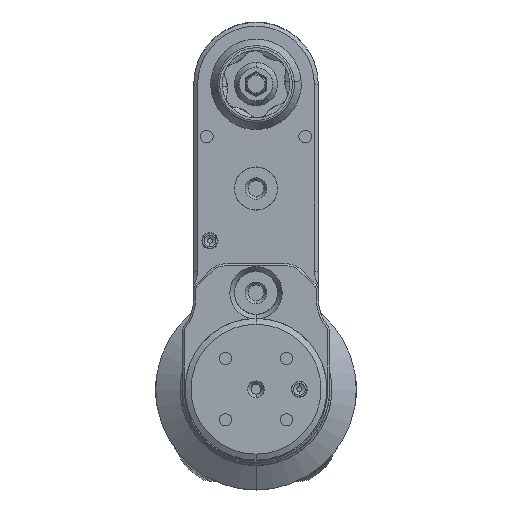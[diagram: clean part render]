
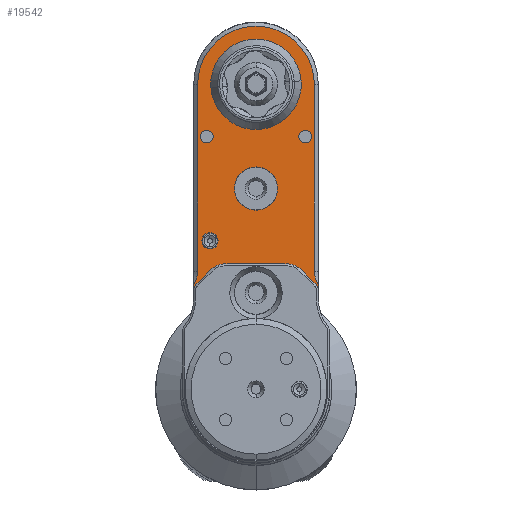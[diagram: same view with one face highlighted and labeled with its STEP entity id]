
A CAD part, top view. The second image highlights one B-rep face of the part: STEP entity #19542.
In plain terms, the highlighted planar face has unit normal (0, 0, 1).
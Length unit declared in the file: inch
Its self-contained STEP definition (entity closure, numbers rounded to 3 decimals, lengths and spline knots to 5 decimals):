
#247=CARTESIAN_POINT('',(0.62402,-2.00069,
0.33465));
#496=CARTESIAN_POINT('',(-0.62402,-2.00069,
0.33465));
#582=CARTESIAN_POINT('',(-0.82087,-1.87012,
0.33465));
#583=DIRECTION('',(0.,0.,1.));
#584=DIRECTION('',(0.833,-0.553,0.));
#585=AXIS2_PLACEMENT_3D('',#582,#583,#584);
#587=DIRECTION('',(0.,1.,0.));
#588=VECTOR('',#587,1.86618);
#589=CARTESIAN_POINT('',(-0.58465,-1.87012,
0.33465));
#590=LINE('',#589,#588);
#591=CARTESIAN_POINT('',(0.,-0.00394,0.33465));
#592=DIRECTION('',(0.,0.,-1.));
#593=DIRECTION('',(-1.,0.,0.));
#594=AXIS2_PLACEMENT_3D('',#591,#592,#593);
#596=DIRECTION('',(0.,-1.,0.));
#597=VECTOR('',#596,1.86618);
#598=CARTESIAN_POINT('',(0.58465,-0.00394,
0.33465));
#599=LINE('',#598,#597);
#600=CARTESIAN_POINT('',(0.82087,-1.87012,
0.33465));
#601=DIRECTION('',(0.,0.,1.));
#602=DIRECTION('',(-1.,0.,0.));
#603=AXIS2_PLACEMENT_3D('',#600,#601,#602);
#605=DIRECTION('',(0.,-1.,0.));
#606=VECTOR('',#605,0.05948);
#607=CARTESIAN_POINT('',(0.62402,-2.00069,
0.33465));
#608=LINE('',#607,#606);
#609=DIRECTION('',(0.707,-0.707,0.));
#610=VECTOR('',#609,0.21091);
#611=CARTESIAN_POINT('',(0.45182,-1.85536,
0.33465));
#612=LINE('',#611,#610);
#613=CARTESIAN_POINT('',(0.,-9.66535,0.33465));
#614=DIRECTION('',(0.,0.,-1.));
#615=DIRECTION('',(-0.041,0.999,0.));
#616=AXIS2_PLACEMENT_3D('',#613,#614,#615);
#618=DIRECTION('',(0.707,0.707,0.));
#619=VECTOR('',#618,0.21091);
#620=CARTESIAN_POINT('',(-0.60095,-2.0045,
0.33465));
#621=LINE('',#620,#619);
#622=DIRECTION('',(0.,1.,0.));
#623=VECTOR('',#622,0.05948);
#624=CARTESIAN_POINT('',(-0.62402,-2.06017,
0.33465));
#625=LINE('',#624,#623);
#626=CARTESIAN_POINT('',(0.,-1.04331,0.33465));
#627=DIRECTION('',(0.,0.,-1.));
#628=DIRECTION('',(0.,1.,0.));
#629=AXIS2_PLACEMENT_3D('',#626,#627,#628);
#631=CARTESIAN_POINT('',(0.,-1.04331,0.33465));
#632=DIRECTION('',(0.,0.,-1.));
#633=DIRECTION('',(0.,-1.,0.));
#634=AXIS2_PLACEMENT_3D('',#631,#632,#633);
#636=CARTESIAN_POINT('',(-0.49213,-0.52362,
0.33465));
#637=DIRECTION('',(0.,0.,-1.));
#638=DIRECTION('',(0.,-1.,0.));
#639=AXIS2_PLACEMENT_3D('',#636,#637,#638);
#641=CARTESIAN_POINT('',(-0.49213,-0.52362,
0.33465));
#642=DIRECTION('',(0.,0.,-1.));
#643=DIRECTION('',(0.,1.,0.));
#644=AXIS2_PLACEMENT_3D('',#641,#642,#643);
#646=CARTESIAN_POINT('',(0.49213,-0.52362,
0.33465));
#647=DIRECTION('',(0.,0.,-1.));
#648=DIRECTION('',(0.,-1.,0.));
#649=AXIS2_PLACEMENT_3D('',#646,#647,#648);
#651=CARTESIAN_POINT('',(0.49213,-0.52362,
0.33465));
#652=DIRECTION('',(0.,0.,-1.));
#653=DIRECTION('',(0.,1.,0.));
#654=AXIS2_PLACEMENT_3D('',#651,#652,#653);
#656=CARTESIAN_POINT('',(-0.46063,-1.56693,
0.33465));
#657=DIRECTION('',(0.,0.,1.));
#658=DIRECTION('',(1.,0.,0.));
#659=AXIS2_PLACEMENT_3D('',#656,#657,#658);
#661=CARTESIAN_POINT('',(-0.46063,-1.56693,
0.33465));
#662=DIRECTION('',(0.,0.,1.));
#663=DIRECTION('',(-1.,0.,0.));
#664=AXIS2_PLACEMENT_3D('',#661,#662,#663);
#666=CARTESIAN_POINT('',(0.,0.,0.33465));
#667=DIRECTION('',(0.,0.,-1.));
#668=DIRECTION('',(-0.997,-0.075,0.));
#669=AXIS2_PLACEMENT_3D('',#666,#667,#668);
#671=CARTESIAN_POINT('',(0.,0.,0.33465));
#672=DIRECTION('',(0.,0.,-1.));
#673=DIRECTION('',(0.997,0.075,0.));
#674=AXIS2_PLACEMENT_3D('',#671,#672,#673);
#685=CARTESIAN_POINT('',(0.54528,-2.06017,
0.33465));
#686=DIRECTION('',(0.,0.,-1.));
#687=DIRECTION('',(0.707,0.707,0.));
#688=AXIS2_PLACEMENT_3D('',#685,#686,#687);
#985=CARTESIAN_POINT('',(-0.54528,-2.06017,
0.33465));
#986=DIRECTION('',(0.,0.,-1.));
#987=DIRECTION('',(-1.,0.,0.));
#988=AXIS2_PLACEMENT_3D('',#985,#986,#987);
#1015=CARTESIAN_POINT('',(-0.31263,-1.99456,
0.33465));
#1016=DIRECTION('',(0.,0.,-1.));
#1017=DIRECTION('',(-0.707,0.707,0.));
#1018=AXIS2_PLACEMENT_3D('',#1015,#1016,#1017);
#1046=CARTESIAN_POINT('',(0.31263,-1.99456,
0.33465));
#1047=DIRECTION('',(0.,0.,-1.));
#1048=DIRECTION('',(0.041,0.999,0.));
#1049=AXIS2_PLACEMENT_3D('',#1046,#1047,#1048);
#16106=VERTEX_POINT('',#496);
#16114=VERTEX_POINT('',#247);
#16115=CARTESIAN_POINT('',(-0.58465,-1.87012,
0.33465));
#16116=VERTEX_POINT('',#16115);
#16117=CARTESIAN_POINT('',(-0.58465,-0.00394,
0.33465));
#16118=VERTEX_POINT('',#16117);
#16119=CARTESIAN_POINT('',(0.58465,-0.00394,
0.33465));
#16120=VERTEX_POINT('',#16119);
#16121=CARTESIAN_POINT('',(0.58465,-1.87012,
0.33465));
#16122=VERTEX_POINT('',#16121);
#16123=CARTESIAN_POINT('',(-0.49213,-0.58661,
0.33465));
#16124=CARTESIAN_POINT('',(-0.49213,-0.46063,
0.33465));
#16125=VERTEX_POINT('',#16123);
#16126=VERTEX_POINT('',#16124);
#16127=CARTESIAN_POINT('',(0.49213,-0.58661,
0.33465));
#16128=CARTESIAN_POINT('',(0.49213,-0.46063,
0.33465));
#16129=VERTEX_POINT('',#16127);
#16130=VERTEX_POINT('',#16128);
#16131=CARTESIAN_POINT('',(-0.62402,-2.06017,
0.33465));
#16132=CARTESIAN_POINT('',(-0.60095,-2.0045,
0.33465));
#16133=VERTEX_POINT('',#16131);
#16134=VERTEX_POINT('',#16132);
#16135=CARTESIAN_POINT('',(0.60095,-2.0045,
0.33465));
#16136=CARTESIAN_POINT('',(0.62402,-2.06017,
0.33465));
#16137=VERTEX_POINT('',#16135);
#16138=VERTEX_POINT('',#16136);
#16143=CARTESIAN_POINT('',(-0.37992,-1.56693,
0.33465));
#16144=CARTESIAN_POINT('',(-0.54134,-1.56693,
0.33465));
#16145=VERTEX_POINT('',#16143);
#16146=VERTEX_POINT('',#16144);
#16147=CARTESIAN_POINT('',(0.,-0.82677,0.33465));
#16148=CARTESIAN_POINT('',(0.,-1.25984,0.33465));
#16149=VERTEX_POINT('',#16147);
#16150=VERTEX_POINT('',#16148);
#16151=CARTESIAN_POINT('',(-0.45182,-1.85536,
0.33465));
#16152=VERTEX_POINT('',#16151);
#16153=CARTESIAN_POINT('',(0.45182,-1.85536,
0.33465));
#16154=VERTEX_POINT('',#16153);
#16155=CARTESIAN_POINT('',(-0.32064,-1.79787,
0.33465));
#16156=CARTESIAN_POINT('',(0.32064,-1.79787,
0.33465));
#16157=VERTEX_POINT('',#16155);
#16158=VERTEX_POINT('',#16156);
#18666=CARTESIAN_POINT('',(-0.45149,-0.03385,
0.33465));
#18667=CARTESIAN_POINT('',(0.45149,0.03385,
0.33465));
#18668=VERTEX_POINT('',#18666);
#18669=VERTEX_POINT('',#18667);
#19482=CARTESIAN_POINT('',(0.,-3.05118,0.33465));
#19483=DIRECTION('',(0.,0.,-1.));
#19484=DIRECTION('',(0.,-1.,0.));
#19485=AXIS2_PLACEMENT_3D('',#19482,#19483,#19484);
#19486=PLANE('',#19485);
#19488=ORIENTED_EDGE('',*,*,#19487,.T.);
#19490=ORIENTED_EDGE('',*,*,#19489,.T.);
#19491=ORIENTED_EDGE('',*,*,#19449,.T.);
#19492=ORIENTED_EDGE('',*,*,#19464,.T.);
#19493=ORIENTED_EDGE('',*,*,#19476,.T.);
#19494=ORIENTED_EDGE('',*,*,#19215,.T.);
#19496=ORIENTED_EDGE('',*,*,#19495,.F.);
#19498=ORIENTED_EDGE('',*,*,#19497,.F.);
#19500=ORIENTED_EDGE('',*,*,#19499,.F.);
#19502=ORIENTED_EDGE('',*,*,#19501,.F.);
#19504=ORIENTED_EDGE('',*,*,#19503,.F.);
#19506=ORIENTED_EDGE('',*,*,#19505,.F.);
#19508=ORIENTED_EDGE('',*,*,#19507,.F.);
#19509=ORIENTED_EDGE('',*,*,#19408,.T.);
#19510=EDGE_LOOP('',(#19488,#19490,#19491,#19492,#19493,#19494,#19496,#19498,
#19500,#19502,#19504,#19506,#19508,#19509));
#19511=FACE_OUTER_BOUND('',#19510,.F.);
#19513=ORIENTED_EDGE('',*,*,#19512,.F.);
#19515=ORIENTED_EDGE('',*,*,#19514,.F.);
#19516=EDGE_LOOP('',(#19513,#19515));
#19517=FACE_BOUND('',#19516,.F.);
#19519=ORIENTED_EDGE('',*,*,#19518,.F.);
#19521=ORIENTED_EDGE('',*,*,#19520,.F.);
#19522=EDGE_LOOP('',(#19519,#19521));
#19523=FACE_BOUND('',#19522,.F.);
#19525=ORIENTED_EDGE('',*,*,#19524,.F.);
#19527=ORIENTED_EDGE('',*,*,#19526,.F.);
#19528=EDGE_LOOP('',(#19525,#19527));
#19529=FACE_BOUND('',#19528,.F.);
#19531=ORIENTED_EDGE('',*,*,#19530,.T.);
#19533=ORIENTED_EDGE('',*,*,#19532,.T.);
#19534=EDGE_LOOP('',(#19531,#19533));
#19535=FACE_BOUND('',#19534,.F.);
#19537=ORIENTED_EDGE('',*,*,#19536,.F.);
#19539=ORIENTED_EDGE('',*,*,#19538,.F.);
#19540=EDGE_LOOP('',(#19537,#19539));
#19541=FACE_BOUND('',#19540,.F.);
#19542=ADVANCED_FACE('',(#19511,#19517,#19523,#19529,#19535,#19541),#19486,.F.);
#586=CIRCLE('',#585,0.23622);
#595=CIRCLE('',#594,0.58465);
#604=CIRCLE('',#603,0.23622);
#617=CIRCLE('',#616,7.87402);
#630=CIRCLE('',#629,0.21654);
#635=CIRCLE('',#634,0.21654);
#640=CIRCLE('',#639,0.06299);
#645=CIRCLE('',#644,0.06299);
#650=CIRCLE('',#649,0.06299);
#655=CIRCLE('',#654,0.06299);
#660=CIRCLE('',#659,0.08071);
#665=CIRCLE('',#664,0.08071);
#670=CIRCLE('',#669,0.45276);
#675=CIRCLE('',#674,0.45276);
#689=CIRCLE('',#688,0.07874);
#989=CIRCLE('',#988,0.07874);
#1019=CIRCLE('',#1018,0.19685);
#1050=CIRCLE('',#1049,0.19685);
#19215=EDGE_CURVE('',#16114,#16138,#608,.T.);
#19408=EDGE_CURVE('',#16133,#16106,#625,.T.);
#19449=EDGE_CURVE('',#16118,#16120,#595,.T.);
#19464=EDGE_CURVE('',#16120,#16122,#599,.T.);
#19476=EDGE_CURVE('',#16122,#16114,#604,.T.);
#19487=EDGE_CURVE('',#16106,#16116,#586,.T.);
#19489=EDGE_CURVE('',#16116,#16118,#590,.T.);
#19495=EDGE_CURVE('',#16137,#16138,#689,.T.);
#19497=EDGE_CURVE('',#16154,#16137,#612,.T.);
#19499=EDGE_CURVE('',#16158,#16154,#1050,.T.);
#19501=EDGE_CURVE('',#16157,#16158,#617,.T.);
#19503=EDGE_CURVE('',#16152,#16157,#1019,.T.);
#19505=EDGE_CURVE('',#16134,#16152,#621,.T.);
#19507=EDGE_CURVE('',#16133,#16134,#989,.T.);
#19512=EDGE_CURVE('',#16149,#16150,#630,.T.);
#19514=EDGE_CURVE('',#16150,#16149,#635,.T.);
#19518=EDGE_CURVE('',#16125,#16126,#640,.T.);
#19520=EDGE_CURVE('',#16126,#16125,#645,.T.);
#19524=EDGE_CURVE('',#16129,#16130,#650,.T.);
#19526=EDGE_CURVE('',#16130,#16129,#655,.T.);
#19530=EDGE_CURVE('',#16145,#16146,#660,.T.);
#19532=EDGE_CURVE('',#16146,#16145,#665,.T.);
#19536=EDGE_CURVE('',#18668,#18669,#670,.T.);
#19538=EDGE_CURVE('',#18669,#18668,#675,.T.);
